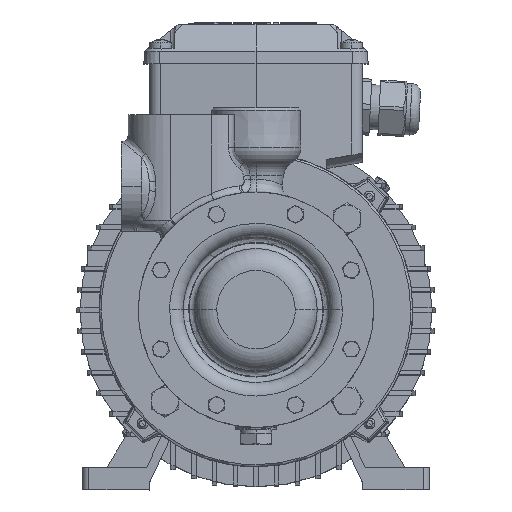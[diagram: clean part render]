
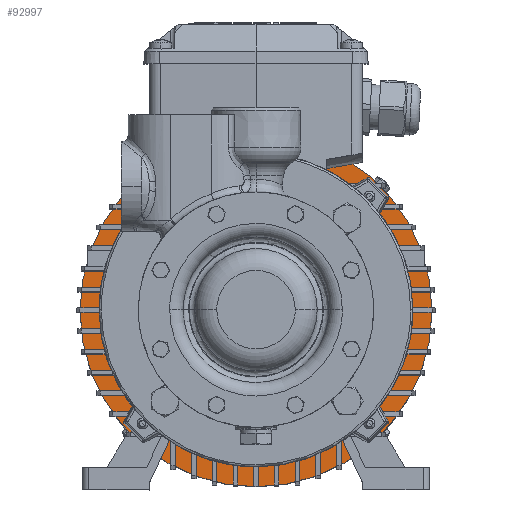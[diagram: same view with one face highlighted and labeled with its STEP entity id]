
A CAD part, top view. The second image highlights one B-rep face of the part: STEP entity #92997.
In plain terms, the highlighted planar face has unit normal (0, 0, 1).
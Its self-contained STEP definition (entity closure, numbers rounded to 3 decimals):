
#460 = ORIENTED_EDGE ( 'NONE', *, *, #23245, .F. ) ;
#914 = DIRECTION ( 'NONE',  ( 1., 0., 0. ) ) ;
#2853 = CARTESIAN_POINT ( 'NONE',  ( 0., 0., -253. ) ) ;
#4401 = CARTESIAN_POINT ( 'NONE',  ( 50.558, 50.558, -253. ) ) ;
#4722 = AXIS2_PLACEMENT_3D ( 'NONE', #6771, #71795, #39045 ) ;
#5782 = DIRECTION ( 'NONE',  ( 0., 0., 1. ) ) ;
#6005 = EDGE_LOOP ( 'NONE', ( #104222, #102401 ) ) ;
#6771 = CARTESIAN_POINT ( 'NONE',  ( -50.558, 50.558, -253. ) ) ;
#6901 = AXIS2_PLACEMENT_3D ( 'NONE', #54682, #45724, #96444 ) ;
#8157 = CARTESIAN_POINT ( 'NONE',  ( -78.5, 0., -253. ) ) ;
#8844 = EDGE_CURVE ( 'NONE', #48696, #86879, #24793, .T. ) ;
#10654 = ORIENTED_EDGE ( 'NONE', *, *, #68591, .F. ) ;
#12230 = DIRECTION ( 'NONE',  ( 1., 0., 0. ) ) ;
#13761 = CIRCLE ( 'NONE', #37465, 2.18 ) ;
#14825 = VERTEX_POINT ( 'NONE', #58396 ) ;
#18350 = DIRECTION ( 'NONE',  ( 0., 0., -1. ) ) ;
#18920 = EDGE_CURVE ( 'NONE', #65130, #55102, #24063, .T. ) ;
#19659 = CARTESIAN_POINT ( 'NONE',  ( 50.558, 50.558, -253. ) ) ;
#21302 = DIRECTION ( 'NONE',  ( 0., 0., 1. ) ) ;
#21884 = EDGE_LOOP ( 'NONE', ( #26539, #97462 ) ) ;
#23118 = AXIS2_PLACEMENT_3D ( 'NONE', #101547, #27012, #12230 ) ;
#23245 = EDGE_CURVE ( 'NONE', #86513, #50151, #47549, .T. ) ;
#24063 = CIRCLE ( 'NONE', #83171, 2.18 ) ;
#24643 = CARTESIAN_POINT ( 'NONE',  ( 0., 0., -253. ) ) ;
#24709 = PLANE ( 'NONE',  #101132 ) ;
#24793 = CIRCLE ( 'NONE', #23118, 67.5 ) ;
#25596 = AXIS2_PLACEMENT_3D ( 'NONE', #44940, #5782, #95133 ) ;
#26539 = ORIENTED_EDGE ( 'NONE', *, *, #101942, .F. ) ;
#26720 = AXIS2_PLACEMENT_3D ( 'NONE', #74066, #34949, #75626 ) ;
#27012 = DIRECTION ( 'NONE',  ( 0., 0., 1. ) ) ;
#27250 = DIRECTION ( 'NONE',  ( 1., 0., 0. ) ) ;
#27252 = ORIENTED_EDGE ( 'NONE', *, *, #8844, .F. ) ;
#34949 = DIRECTION ( 'NONE',  ( 0., 0., -1. ) ) ;
#36911 = CARTESIAN_POINT ( 'NONE',  ( -48.378, -50.558, -253. ) ) ;
#37465 = AXIS2_PLACEMENT_3D ( 'NONE', #4401, #21302, #53540 ) ;
#37567 = AXIS2_PLACEMENT_3D ( 'NONE', #72385, #104651, #49132 ) ;
#39045 = DIRECTION ( 'NONE',  ( 1., 0., 0. ) ) ;
#39831 = CARTESIAN_POINT ( 'NONE',  ( -67.5, 0., -253. ) ) ;
#40377 = VERTEX_POINT ( 'NONE', #94928 ) ;
#41260 = AXIS2_PLACEMENT_3D ( 'NONE', #59078, #73891, #74420 ) ;
#42699 = CIRCLE ( 'NONE', #96737, 78.5 ) ;
#43172 = CARTESIAN_POINT ( 'NONE',  ( 52.738, 50.558, -253. ) ) ;
#44940 = CARTESIAN_POINT ( 'NONE',  ( -50.558, -50.558, -253. ) ) ;
#45252 = EDGE_CURVE ( 'NONE', #55102, #65130, #94254, .T. ) ;
#45435 = VERTEX_POINT ( 'NONE', #8157 ) ;
#45724 = DIRECTION ( 'NONE',  ( 0., 0., 1. ) ) ;
#47549 = CIRCLE ( 'NONE', #25596, 2.18 ) ;
#47648 = CIRCLE ( 'NONE', #37567, 2.18 ) ;
#48277 = CARTESIAN_POINT ( 'NONE',  ( -48.378, 50.558, -253. ) ) ;
#48535 = ORIENTED_EDGE ( 'NONE', *, *, #101279, .F. ) ;
#48696 = VERTEX_POINT ( 'NONE', #39831 ) ;
#48759 = CARTESIAN_POINT ( 'NONE',  ( 48.378, -50.558, -253. ) ) ;
#49027 = FACE_BOUND ( 'NONE', #64266, .T. ) ;
#49132 = DIRECTION ( 'NONE',  ( 1., 0., 0. ) ) ;
#50151 = VERTEX_POINT ( 'NONE', #36911 ) ;
#50589 = DIRECTION ( 'NONE',  ( -1., 0., 0. ) ) ;
#51872 = DIRECTION ( 'NONE',  ( 0., 0., 1. ) ) ;
#52211 = EDGE_CURVE ( 'NONE', #40377, #81302, #57466, .T. ) ;
#53540 = DIRECTION ( 'NONE',  ( 1., 0., 0. ) ) ;
#54682 = CARTESIAN_POINT ( 'NONE',  ( -50.558, -50.558, -253. ) ) ;
#55102 = VERTEX_POINT ( 'NONE', #48277 ) ;
#57466 = CIRCLE ( 'NONE', #87896, 2.18 ) ;
#57587 = ORIENTED_EDGE ( 'NONE', *, *, #52211, .F. ) ;
#58026 = FACE_BOUND ( 'NONE', #95579, .T. ) ;
#58396 = CARTESIAN_POINT ( 'NONE',  ( 78.5, 0., -253. ) ) ;
#58519 = EDGE_CURVE ( 'NONE', #81302, #40377, #13761, .T. ) ;
#59078 = CARTESIAN_POINT ( 'NONE',  ( 50.558, -50.558, -253. ) ) ;
#60895 = AXIS2_PLACEMENT_3D ( 'NONE', #24643, #76396, #27250 ) ;
#64266 = EDGE_LOOP ( 'NONE', ( #10654, #48535 ) ) ;
#64409 = EDGE_LOOP ( 'NONE', ( #80716, #57587 ) ) ;
#64898 = FACE_BOUND ( 'NONE', #6005, .T. ) ;
#65130 = VERTEX_POINT ( 'NONE', #98243 ) ;
#68591 = EDGE_CURVE ( 'NONE', #103091, #71445, #78346, .T. ) ;
#71037 = CIRCLE ( 'NONE', #6901, 2.18 ) ;
#71445 = VERTEX_POINT ( 'NONE', #48759 ) ;
#71795 = DIRECTION ( 'NONE',  ( 0., 0., 1. ) ) ;
#72385 = CARTESIAN_POINT ( 'NONE',  ( 50.558, -50.558, -253. ) ) ;
#73891 = DIRECTION ( 'NONE',  ( 0., 0., 1. ) ) ;
#74066 = CARTESIAN_POINT ( 'NONE',  ( 0., 0., -253. ) ) ;
#74420 = DIRECTION ( 'NONE',  ( 1., 0., 0. ) ) ;
#75626 = DIRECTION ( 'NONE',  ( 1., 0., 0. ) ) ;
#76396 = DIRECTION ( 'NONE',  ( 0., 0., 1. ) ) ;
#77356 = CIRCLE ( 'NONE', #26720, 78.5 ) ;
#77605 = EDGE_LOOP ( 'NONE', ( #81652, #27252 ) ) ;
#78346 = CIRCLE ( 'NONE', #41260, 2.18 ) ;
#79423 = CIRCLE ( 'NONE', #60895, 67.5 ) ;
#79568 = CARTESIAN_POINT ( 'NONE',  ( 52.738, -50.558, -253. ) ) ;
#79603 = EDGE_CURVE ( 'NONE', #45435, #14825, #77356, .T. ) ;
#80716 = ORIENTED_EDGE ( 'NONE', *, *, #58519, .F. ) ;
#81278 = FACE_BOUND ( 'NONE', #77605, .T. ) ;
#81302 = VERTEX_POINT ( 'NONE', #43172 ) ;
#81652 = ORIENTED_EDGE ( 'NONE', *, *, #98595, .F. ) ;
#81815 = CARTESIAN_POINT ( 'NONE',  ( -96.178, -96.178, -253. ) ) ;
#82696 = DIRECTION ( 'NONE',  ( 1., 0., 0. ) ) ;
#83171 = AXIS2_PLACEMENT_3D ( 'NONE', #88706, #104545, #914 ) ;
#84137 = DIRECTION ( 'NONE',  ( 1., 0., 0. ) ) ;
#86513 = VERTEX_POINT ( 'NONE', #95839 ) ;
#86879 = VERTEX_POINT ( 'NONE', #99240 ) ;
#87896 = AXIS2_PLACEMENT_3D ( 'NONE', #19659, #51872, #84137 ) ;
#88706 = CARTESIAN_POINT ( 'NONE',  ( -50.558, 50.558, -253. ) ) ;
#90145 = DIRECTION ( 'NONE',  ( 0., 0., -1. ) ) ;
#92997 = ADVANCED_FACE ( 'NONE', ( #98756, #49027, #58026, #64898, #81278, #97174 ), #24709, .F. ) ;
#94254 = CIRCLE ( 'NONE', #4722, 2.18 ) ;
#94928 = CARTESIAN_POINT ( 'NONE',  ( 48.378, 50.558, -253. ) ) ;
#95133 = DIRECTION ( 'NONE',  ( 1., 0., 0. ) ) ;
#95579 = EDGE_LOOP ( 'NONE', ( #103888, #460 ) ) ;
#95839 = CARTESIAN_POINT ( 'NONE',  ( -52.738, -50.558, -253. ) ) ;
#96444 = DIRECTION ( 'NONE',  ( 1., 0., 0. ) ) ;
#96737 = AXIS2_PLACEMENT_3D ( 'NONE', #2853, #90145, #82696 ) ;
#97174 = FACE_OUTER_BOUND ( 'NONE', #21884, .T. ) ;
#97462 = ORIENTED_EDGE ( 'NONE', *, *, #79603, .F. ) ;
#98243 = CARTESIAN_POINT ( 'NONE',  ( -52.738, 50.558, -253. ) ) ;
#98595 = EDGE_CURVE ( 'NONE', #86879, #48696, #79423, .T. ) ;
#98756 = FACE_BOUND ( 'NONE', #64409, .T. ) ;
#98776 = EDGE_CURVE ( 'NONE', #50151, #86513, #71037, .T. ) ;
#99240 = CARTESIAN_POINT ( 'NONE',  ( 67.5, 0., -253. ) ) ;
#101132 = AXIS2_PLACEMENT_3D ( 'NONE', #81815, #18350, #50589 ) ;
#101279 = EDGE_CURVE ( 'NONE', #71445, #103091, #47648, .T. ) ;
#101547 = CARTESIAN_POINT ( 'NONE',  ( 0., 0., -253. ) ) ;
#101942 = EDGE_CURVE ( 'NONE', #14825, #45435, #42699, .T. ) ;
#102401 = ORIENTED_EDGE ( 'NONE', *, *, #18920, .F. ) ;
#103091 = VERTEX_POINT ( 'NONE', #79568 ) ;
#103888 = ORIENTED_EDGE ( 'NONE', *, *, #98776, .F. ) ;
#104222 = ORIENTED_EDGE ( 'NONE', *, *, #45252, .F. ) ;
#104545 = DIRECTION ( 'NONE',  ( 0., 0., 1. ) ) ;
#104651 = DIRECTION ( 'NONE',  ( 0., 0., 1. ) ) ;
